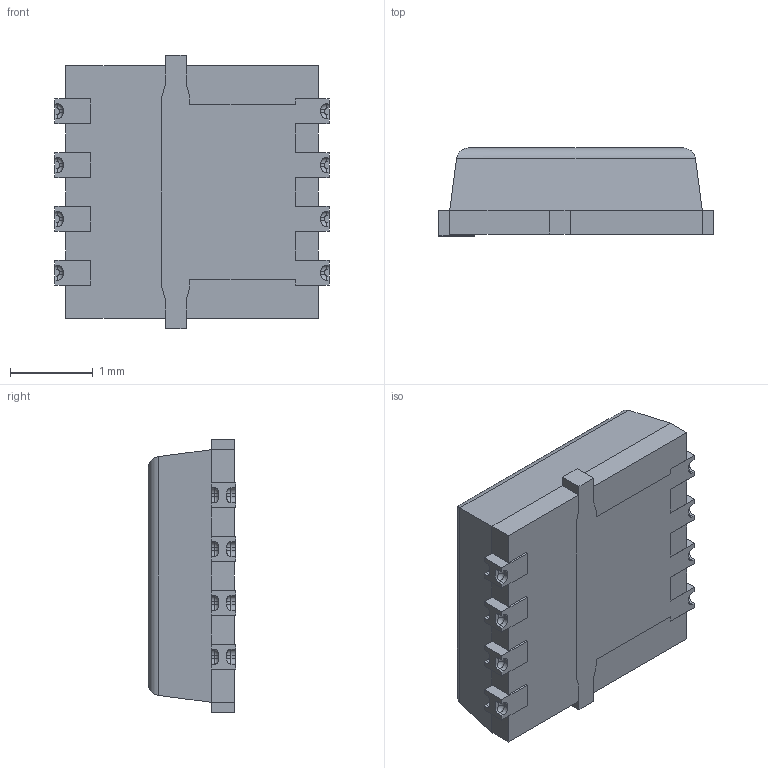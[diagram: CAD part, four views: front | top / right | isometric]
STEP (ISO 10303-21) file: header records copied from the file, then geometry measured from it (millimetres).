
FILE_DESCRIPTION (( 'STEP AP214' ), '1' );
FILE_NAME ('SQ7414CENW-T1_GE3.STEP', '2021-09-29T14:11:35', ( '' ), ( '' ), 'SwSTEP 2.0', 'SolidWorks 2018', '' );
FILE_SCHEMA (( 'AUTOMOTIVE_DESIGN' ));
Length unit declared in the file: millimetre
Products named in the file (2): SQ7414CENW-T1_GE3
Bounding box: 3.31 x 1.06 x 3.3 mm (x, y, z)
Volume: 9.3 mm3; surface area: 47.4 mm2
Topology: 6 solids, 6 shells, 306 faces, 790 edges, 496 vertices
Faces by surface type: plane 190, cylinder 84, torus 32
Entity records: 12650 total; most frequent: CARTESIAN_POINT 1606, DIRECTION 1594, ORIENTED_EDGE 1580, EDGE_CURVE 790, VECTOR 594, LINE 594, AXIS2_PLACEMENT_3D 500, VERTEX_POINT 496
